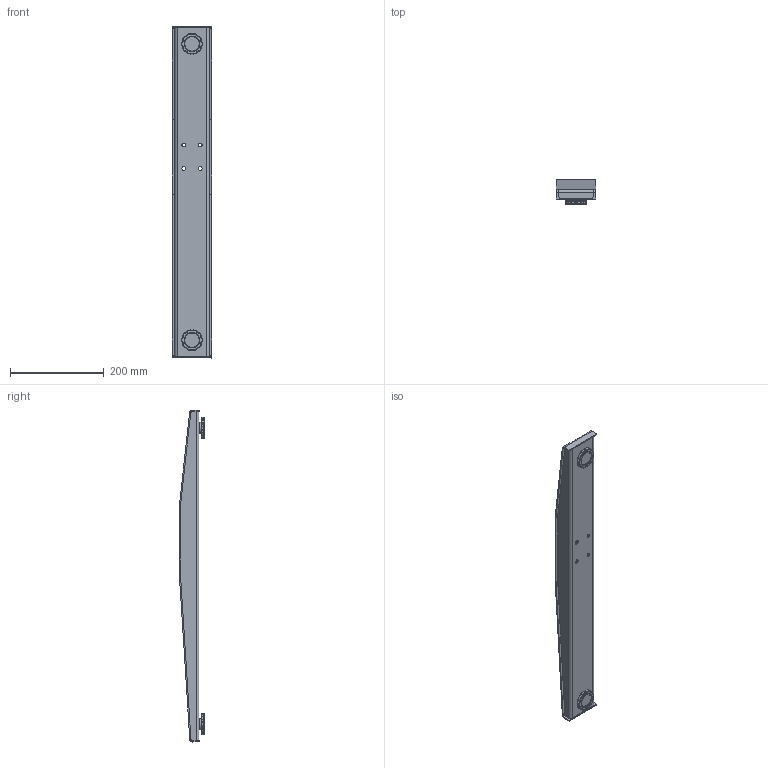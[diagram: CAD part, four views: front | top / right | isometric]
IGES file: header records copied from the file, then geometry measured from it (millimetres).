
Start section: SolidWorks IGES file using analytic representation for surfaces
Global section: file name: L-Fuß.IGS; native system: SolidWorks 2014; preprocessor: SolidWorks 2014; author: ckuhn; date: 160415.095150; units: millimetre
Bounding box: 84 x 53.3 x 710.08 mm (x, y, z)
Surface area: 185310.1 mm2 (no closed solid volume)
Topology: 0 solids, 0 shells, 371 faces, 3708 edges, 3692 vertices
Faces by surface type: revolution 218, bspline 153
